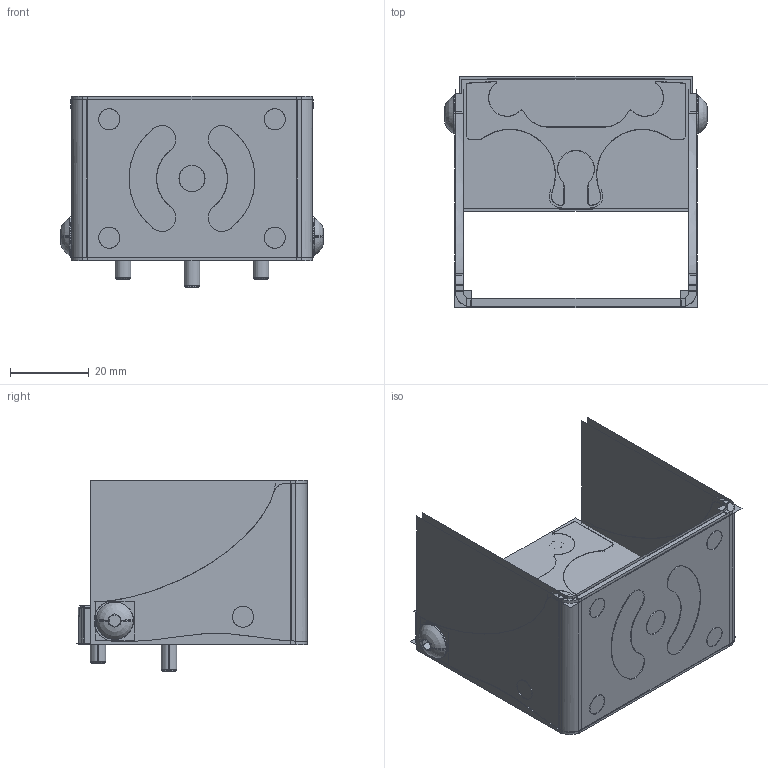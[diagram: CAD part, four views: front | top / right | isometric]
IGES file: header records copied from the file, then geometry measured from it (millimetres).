
Start section:  PTC IGES file: 144440.igs
Global section: file name: 144440.igs; native system: Creo Parametric by PTC Inc.; preprocessor: 2016260; author: pdmadmin; organization: Unknown; date: 20180214.145340; units: millimetre
Bounding box: 66.79 x 58.73 x 48.45 mm (x, y, z)
Volume: 14694.3 mm3; surface area: 71079.7 mm2
Topology: 7 solids, 9 shells, 470 faces, 2380 edges, 3036 vertices
Faces by surface type: revolution 276, bspline 194
